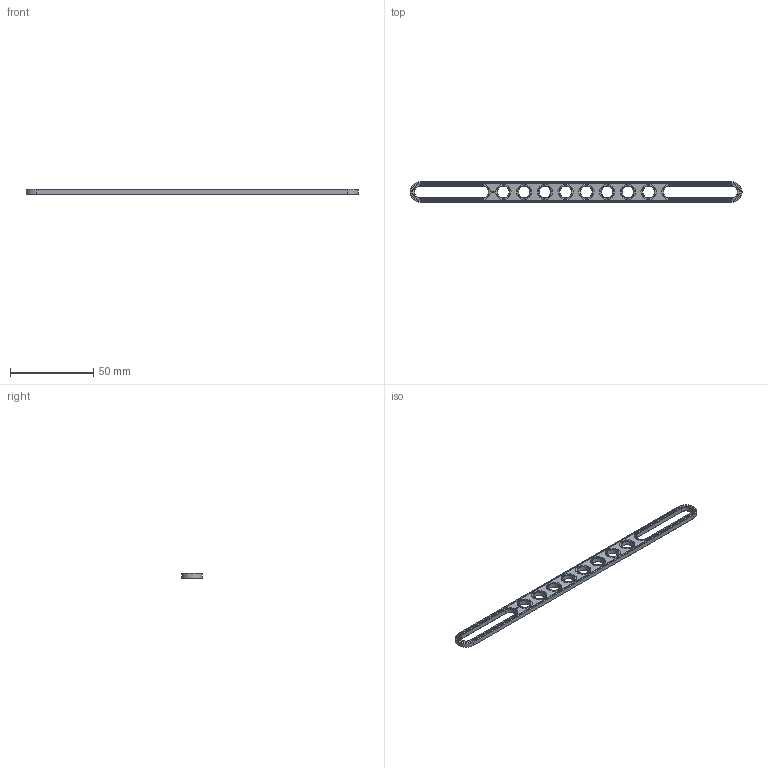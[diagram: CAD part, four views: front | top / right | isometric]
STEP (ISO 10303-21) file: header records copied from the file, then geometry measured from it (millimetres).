
FILE_DESCRIPTION(('FreeCAD Model'),'2;1');
FILE_NAME('Open CASCADE Shape Model','2023-01-08T23:25:32',(''),(''), 'Open CASCADE STEP processor 7.6','FreeCAD','Unknown');
FILE_SCHEMA(('AUTOMOTIVE_DESIGN { 1 0 10303 214 1 1 1 1 }'));
Length unit declared in the file: millimetre
Products named in the file (1): Brace STR SLT BE ERR BU16x01x00.25x04 - SPN-BRC-0337 (stemfie.org)
Bounding box: 200 x 12.5 x 3.12 mm (x, y, z)
Volume: 4661.4 mm3; surface area: 5460.6 mm2
Topology: 1 solids, 1 shells, 619 faces, 1690 edges, 1116 vertices
Faces by surface type: plane 353, extrusion 210, cone 28, cylinder 28
Full cylindrical faces by diameter (mm): 7 x8, 9.2 x8
Entity records: 42997 total; most frequent: CARTESIAN_POINT 10717, DIRECTION 5126, VECTOR 4072, LINE 3862, ORIENTED_EDGE 3380, PCURVE 3380, DEFINITIONAL_REPRESENTATION 3380, EDGE_CURVE 1690
